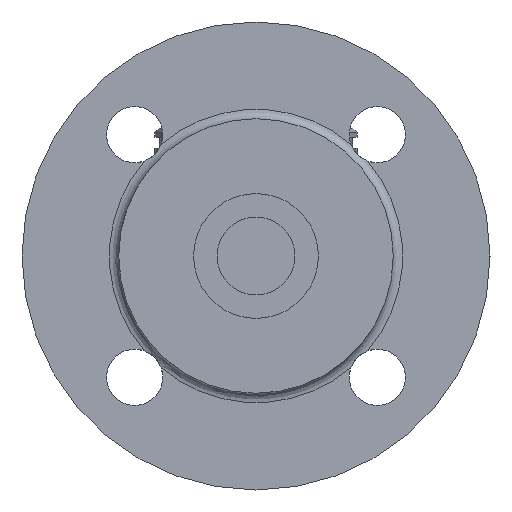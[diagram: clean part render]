
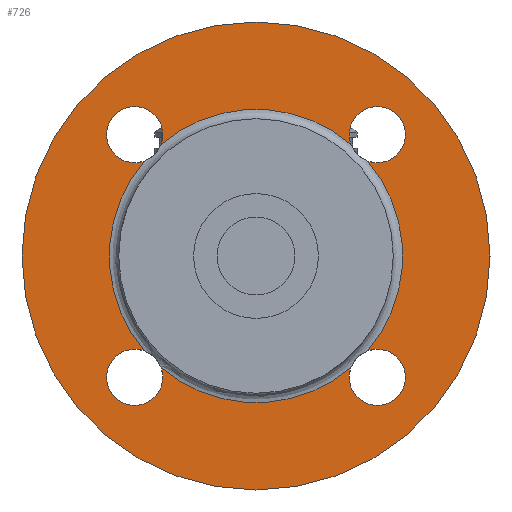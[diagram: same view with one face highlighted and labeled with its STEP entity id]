
A CAD part, left-side view. The second image highlights one B-rep face of the part: STEP entity #726.
In plain terms, the highlighted free-form (B-spline) face has degree [1, 1] with [2, 2] control points.
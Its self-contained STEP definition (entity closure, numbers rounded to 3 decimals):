
#121=CARTESIAN_POINT('',(-112.,-30.432,35.818));
#122=VERTEX_POINT('',#121);
#123=CARTESIAN_POINT('',(-112.,-35.818,30.432));
#124=VERTEX_POINT('',#123);
#142=CARTESIAN_POINT('',(-112.,30.432,35.818));
#143=VERTEX_POINT('',#142);
#144=CARTESIAN_POINT('',(-112.,0.0,0.));
#145=DIRECTION('',(-1.0,0.0,0.0));
#146=DIRECTION('',(0.0,0.0,-1.0));
#147=AXIS2_PLACEMENT_3D('',#144,#145,#146);
#148=CIRCLE('',#147,47.);
#149=EDGE_CURVE('',#122,#143,#148,.T.);
#151=CARTESIAN_POINT('',(-112.,35.818,30.432));
#152=VERTEX_POINT('',#151);
#170=CARTESIAN_POINT('',(-112.,35.818,-30.432));
#171=VERTEX_POINT('',#170);
#172=CARTESIAN_POINT('',(-112.,0.0,0.));
#173=DIRECTION('',(-1.0,0.0,0.0));
#174=DIRECTION('',(0.0,0.0,-1.0));
#175=AXIS2_PLACEMENT_3D('',#172,#173,#174);
#176=CIRCLE('',#175,47.);
#177=EDGE_CURVE('',#152,#171,#176,.T.);
#179=CARTESIAN_POINT('',(-112.,30.432,-35.818));
#180=VERTEX_POINT('',#179);
#198=CARTESIAN_POINT('',(-112.,-30.432,-35.818));
#199=VERTEX_POINT('',#198);
#200=CARTESIAN_POINT('',(-112.,0.0,0.));
#201=DIRECTION('',(-1.0,0.0,0.0));
#202=DIRECTION('',(0.0,0.0,-1.0));
#203=AXIS2_PLACEMENT_3D('',#200,#201,#202);
#204=CIRCLE('',#203,47.);
#205=EDGE_CURVE('',#180,#199,#204,.T.);
#207=CARTESIAN_POINT('',(-112.,-35.818,-30.432));
#208=VERTEX_POINT('',#207);
#226=CARTESIAN_POINT('',(-112.,0.0,0.));
#227=DIRECTION('',(-1.0,0.0,0.0));
#228=DIRECTION('',(0.0,0.0,-1.0));
#229=AXIS2_PLACEMENT_3D('',#226,#227,#228);
#230=CIRCLE('',#229,47.);
#231=EDGE_CURVE('',#208,#124,#230,.T.);
#436=CARTESIAN_POINT('',(-112.,-38.891,38.891));
#437=DIRECTION('',(1.0,0.0,0.0));
#438=DIRECTION('',(0.0,1.0,0.0));
#439=AXIS2_PLACEMENT_3D('',#436,#437,#438);
#440=CIRCLE('',#439,9.0);
#441=EDGE_CURVE('',#122,#124,#440,.T.);
#455=CARTESIAN_POINT('',(-112.,-38.891,-38.891));
#456=DIRECTION('',(1.0,0.0,0.0));
#457=DIRECTION('',(0.0,0.0,1.0));
#458=AXIS2_PLACEMENT_3D('',#455,#456,#457);
#459=CIRCLE('',#458,9.0);
#460=EDGE_CURVE('',#208,#199,#459,.T.);
#474=CARTESIAN_POINT('',(-112.,38.891,-38.891));
#475=DIRECTION('',(1.0,0.0,0.0));
#476=DIRECTION('',(0.0,-1.0,0.0));
#477=AXIS2_PLACEMENT_3D('',#474,#475,#476);
#478=CIRCLE('',#477,9.0);
#479=EDGE_CURVE('',#180,#171,#478,.T.);
#493=CARTESIAN_POINT('',(-112.,38.891,38.891));
#494=DIRECTION('',(1.0,0.0,0.0));
#495=DIRECTION('',(0.0,0.0,-1.0));
#496=AXIS2_PLACEMENT_3D('',#493,#494,#495);
#497=CIRCLE('',#496,9.0);
#498=EDGE_CURVE('',#152,#143,#497,.T.);
#571=CARTESIAN_POINT('',(-112.,0.0,75.));
#572=VERTEX_POINT('',#571);
#573=CARTESIAN_POINT('',(-112.,0.0,0.));
#574=DIRECTION('',(-1.0,0.0,0.0));
#575=DIRECTION('',(0.0,0.0,1.0));
#576=AXIS2_PLACEMENT_3D('',#573,#574,#575);
#577=CIRCLE('',#576,75.);
#578=EDGE_CURVE('',#572,#572,#577,.T.);
#708=CARTESIAN_POINT('',(-112.,75.,75.));
#709=CARTESIAN_POINT('',(-112.,75.,-75.));
#710=CARTESIAN_POINT('',(-112.,-75.,75.));
#711=CARTESIAN_POINT('',(-112.,-75.,-75.));
#712=B_SPLINE_SURFACE_WITH_KNOTS('',1,1,((#708,#710),(#709,#711)),.UNSPECIFIED.,.F.,.F.,.U.,(2,2),(2,2),(0.0,150.),(0.0,150.),.UNSPECIFIED.);
#713=ORIENTED_EDGE('',*,*,#578,.T.);
#714=EDGE_LOOP('',(#713));
#715=FACE_OUTER_BOUND('',#714,.T.);
#716=ORIENTED_EDGE('',*,*,#231,.F.);
#717=ORIENTED_EDGE('',*,*,#460,.T.);
#718=ORIENTED_EDGE('',*,*,#205,.F.);
#719=ORIENTED_EDGE('',*,*,#479,.T.);
#720=ORIENTED_EDGE('',*,*,#177,.F.);
#721=ORIENTED_EDGE('',*,*,#498,.T.);
#722=ORIENTED_EDGE('',*,*,#149,.F.);
#723=ORIENTED_EDGE('',*,*,#441,.T.);
#724=EDGE_LOOP('',(#716,#717,#718,#719,#720,#721,#722,#723));
#725=FACE_BOUND('',#724,.T.);
#726=ADVANCED_FACE('',(#715,#725),#712,.T.);
